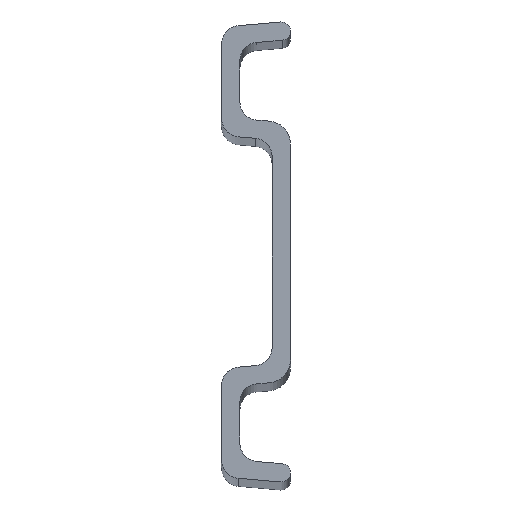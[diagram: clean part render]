
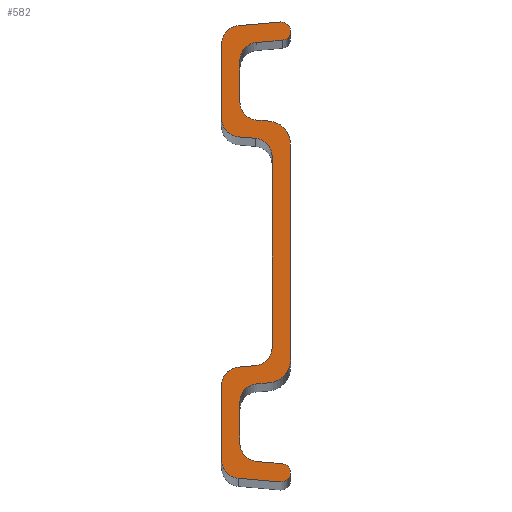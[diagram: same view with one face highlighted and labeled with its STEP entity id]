
A CAD part, top view. The second image highlights one B-rep face of the part: STEP entity #582.
In plain terms, the highlighted planar face has unit normal (0, 0, 1).
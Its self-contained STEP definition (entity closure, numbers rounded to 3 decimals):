
#30=PLANE('',#648);
#60=FACE_OUTER_BOUND('',#90,.T.);
#90=EDGE_LOOP('',(#511,#512,#513,#514,#515,#516,#517,#518,#519,#520,#521,
#522,#523,#524,#525,#526,#527,#528,#529,#530,#531,#532,#533,#534,#535,#536,
#537,#538));
#93=LINE('',#835,#149);
#97=LINE('',#847,#153);
#101=LINE('',#859,#157);
#105=LINE('',#871,#161);
#109=LINE('',#883,#165);
#113=LINE('',#895,#169);
#117=LINE('',#907,#173);
#121=LINE('',#919,#177);
#125=LINE('',#931,#181);
#129=LINE('',#943,#185);
#133=LINE('',#955,#189);
#137=LINE('',#967,#193);
#141=LINE('',#979,#197);
#145=LINE('',#990,#201);
#149=VECTOR('',#661,10.);
#153=VECTOR('',#673,10.);
#157=VECTOR('',#685,10.);
#161=VECTOR('',#697,10.);
#165=VECTOR('',#709,10.);
#169=VECTOR('',#721,10.);
#173=VECTOR('',#733,10.);
#177=VECTOR('',#745,10.);
#181=VECTOR('',#757,10.);
#185=VECTOR('',#769,10.);
#189=VECTOR('',#781,10.);
#193=VECTOR('',#793,10.);
#197=VECTOR('',#805,10.);
#201=VECTOR('',#817,10.);
#203=CIRCLE('',#592,1.992);
#205=CIRCLE('',#596,4.);
#207=CIRCLE('',#600,4.);
#209=CIRCLE('',#604,5.);
#211=CIRCLE('',#608,5.);
#213=CIRCLE('',#612,4.);
#215=CIRCLE('',#616,4.);
#217=CIRCLE('',#620,1.992);
#219=CIRCLE('',#624,4.);
#221=CIRCLE('',#628,4.);
#223=CIRCLE('',#632,4.);
#225=CIRCLE('',#636,4.);
#227=CIRCLE('',#640,4.);
#229=CIRCLE('',#644,4.);
#231=VERTEX_POINT('',#825);
#232=VERTEX_POINT('',#826);
#235=VERTEX_POINT('',#834);
#237=VERTEX_POINT('',#840);
#239=VERTEX_POINT('',#846);
#241=VERTEX_POINT('',#852);
#243=VERTEX_POINT('',#858);
#245=VERTEX_POINT('',#864);
#247=VERTEX_POINT('',#870);
#249=VERTEX_POINT('',#876);
#251=VERTEX_POINT('',#882);
#253=VERTEX_POINT('',#888);
#255=VERTEX_POINT('',#894);
#257=VERTEX_POINT('',#900);
#259=VERTEX_POINT('',#906);
#261=VERTEX_POINT('',#912);
#263=VERTEX_POINT('',#918);
#265=VERTEX_POINT('',#924);
#267=VERTEX_POINT('',#930);
#269=VERTEX_POINT('',#936);
#271=VERTEX_POINT('',#942);
#273=VERTEX_POINT('',#948);
#275=VERTEX_POINT('',#954);
#277=VERTEX_POINT('',#960);
#279=VERTEX_POINT('',#966);
#281=VERTEX_POINT('',#972);
#283=VERTEX_POINT('',#978);
#285=VERTEX_POINT('',#984);
#287=EDGE_CURVE('',#231,#232,#203,.T.);
#291=EDGE_CURVE('',#232,#235,#93,.T.);
#294=EDGE_CURVE('',#235,#237,#205,.T.);
#297=EDGE_CURVE('',#237,#239,#97,.T.);
#300=EDGE_CURVE('',#239,#241,#207,.T.);
#303=EDGE_CURVE('',#241,#243,#101,.T.);
#306=EDGE_CURVE('',#243,#245,#209,.T.);
#309=EDGE_CURVE('',#245,#247,#105,.T.);
#312=EDGE_CURVE('',#247,#249,#211,.T.);
#315=EDGE_CURVE('',#249,#251,#109,.T.);
#318=EDGE_CURVE('',#251,#253,#213,.T.);
#321=EDGE_CURVE('',#253,#255,#113,.T.);
#324=EDGE_CURVE('',#255,#257,#215,.T.);
#327=EDGE_CURVE('',#257,#259,#117,.T.);
#330=EDGE_CURVE('',#259,#261,#217,.T.);
#333=EDGE_CURVE('',#261,#263,#121,.T.);
#336=EDGE_CURVE('',#263,#265,#219,.T.);
#339=EDGE_CURVE('',#265,#267,#125,.T.);
#342=EDGE_CURVE('',#267,#269,#221,.T.);
#345=EDGE_CURVE('',#269,#271,#129,.T.);
#348=EDGE_CURVE('',#271,#273,#223,.T.);
#351=EDGE_CURVE('',#273,#275,#133,.T.);
#354=EDGE_CURVE('',#275,#277,#225,.T.);
#357=EDGE_CURVE('',#277,#279,#137,.T.);
#360=EDGE_CURVE('',#279,#281,#227,.T.);
#363=EDGE_CURVE('',#281,#283,#141,.T.);
#366=EDGE_CURVE('',#283,#285,#229,.T.);
#369=EDGE_CURVE('',#285,#231,#145,.T.);
#511=ORIENTED_EDGE('',*,*,#330,.F.);
#512=ORIENTED_EDGE('',*,*,#327,.F.);
#513=ORIENTED_EDGE('',*,*,#324,.F.);
#514=ORIENTED_EDGE('',*,*,#321,.F.);
#515=ORIENTED_EDGE('',*,*,#318,.F.);
#516=ORIENTED_EDGE('',*,*,#315,.F.);
#517=ORIENTED_EDGE('',*,*,#312,.F.);
#518=ORIENTED_EDGE('',*,*,#309,.F.);
#519=ORIENTED_EDGE('',*,*,#306,.F.);
#520=ORIENTED_EDGE('',*,*,#303,.F.);
#521=ORIENTED_EDGE('',*,*,#300,.F.);
#522=ORIENTED_EDGE('',*,*,#297,.F.);
#523=ORIENTED_EDGE('',*,*,#294,.F.);
#524=ORIENTED_EDGE('',*,*,#291,.F.);
#525=ORIENTED_EDGE('',*,*,#287,.F.);
#526=ORIENTED_EDGE('',*,*,#369,.F.);
#527=ORIENTED_EDGE('',*,*,#366,.F.);
#528=ORIENTED_EDGE('',*,*,#363,.F.);
#529=ORIENTED_EDGE('',*,*,#360,.F.);
#530=ORIENTED_EDGE('',*,*,#357,.F.);
#531=ORIENTED_EDGE('',*,*,#354,.F.);
#532=ORIENTED_EDGE('',*,*,#351,.F.);
#533=ORIENTED_EDGE('',*,*,#348,.F.);
#534=ORIENTED_EDGE('',*,*,#345,.F.);
#535=ORIENTED_EDGE('',*,*,#342,.F.);
#536=ORIENTED_EDGE('',*,*,#339,.F.);
#537=ORIENTED_EDGE('',*,*,#336,.F.);
#538=ORIENTED_EDGE('',*,*,#333,.F.);
#582=ADVANCED_FACE('',(#60),#30,.T.);
#592=AXIS2_PLACEMENT_3D('',#827,#653,#654);
#596=AXIS2_PLACEMENT_3D('',#841,#666,#667);
#600=AXIS2_PLACEMENT_3D('',#853,#678,#679);
#604=AXIS2_PLACEMENT_3D('',#865,#690,#691);
#608=AXIS2_PLACEMENT_3D('',#877,#702,#703);
#612=AXIS2_PLACEMENT_3D('',#889,#714,#715);
#616=AXIS2_PLACEMENT_3D('',#901,#726,#727);
#620=AXIS2_PLACEMENT_3D('',#913,#738,#739);
#624=AXIS2_PLACEMENT_3D('',#925,#750,#751);
#628=AXIS2_PLACEMENT_3D('',#937,#762,#763);
#632=AXIS2_PLACEMENT_3D('',#949,#774,#775);
#636=AXIS2_PLACEMENT_3D('',#961,#786,#787);
#640=AXIS2_PLACEMENT_3D('',#973,#798,#799);
#644=AXIS2_PLACEMENT_3D('',#985,#810,#811);
#648=AXIS2_PLACEMENT_3D('',#993,#821,#822);
#653=DIRECTION('center_axis',(0.,0.,-1.));
#654=DIRECTION('ref_axis',(0.087,-0.996,0.));
#661=DIRECTION('',(-0.996,-0.087,0.));
#666=DIRECTION('center_axis',(0.,0.,1.));
#667=DIRECTION('ref_axis',(0.087,-0.996,0.));
#673=DIRECTION('',(0.,-1.,0.));
#678=DIRECTION('center_axis',(0.,0.,1.));
#679=DIRECTION('ref_axis',(1.,0.,0.));
#685=DIRECTION('',(0.996,-0.087,0.));
#690=DIRECTION('center_axis',(0.,0.,-1.));
#691=DIRECTION('ref_axis',(1.,0.,0.));
#697=DIRECTION('',(0.,-1.,0.));
#702=DIRECTION('center_axis',(0.,0.,-1.));
#703=DIRECTION('ref_axis',(0.087,-0.996,0.));
#709=DIRECTION('',(-0.996,-0.087,0.));
#714=DIRECTION('center_axis',(0.,0.,1.));
#715=DIRECTION('ref_axis',(0.087,-0.996,0.));
#721=DIRECTION('',(0.,-1.,0.));
#726=DIRECTION('center_axis',(0.,0.,1.));
#727=DIRECTION('ref_axis',(1.,0.,0.));
#733=DIRECTION('',(0.996,-0.087,0.));
#738=DIRECTION('center_axis',(0.,0.,-1.));
#739=DIRECTION('ref_axis',(-0.087,-0.996,0.));
#745=DIRECTION('',(-0.996,0.087,0.));
#750=DIRECTION('center_axis',(0.,0.,-1.));
#751=DIRECTION('ref_axis',(-1.,0.,0.));
#757=DIRECTION('',(0.,1.,0.));
#762=DIRECTION('center_axis',(0.,0.,-1.));
#763=DIRECTION('ref_axis',(-0.087,0.996,0.));
#769=DIRECTION('',(0.996,0.087,0.));
#774=DIRECTION('center_axis',(0.,0.,1.));
#775=DIRECTION('ref_axis',(-0.087,0.996,0.));
#781=DIRECTION('',(0.,1.,0.));
#786=DIRECTION('center_axis',(0.,0.,1.));
#787=DIRECTION('ref_axis',(-1.,0.,0.));
#793=DIRECTION('',(-0.996,0.087,0.));
#798=DIRECTION('center_axis',(0.,0.,-1.));
#799=DIRECTION('ref_axis',(-1.,0.,0.));
#805=DIRECTION('',(0.,1.,0.));
#810=DIRECTION('center_axis',(0.,0.,-1.));
#811=DIRECTION('ref_axis',(-0.087,0.996,0.));
#817=DIRECTION('',(0.996,0.087,0.));
#821=DIRECTION('center_axis',(0.,0.,1.));
#822=DIRECTION('ref_axis',(1.,0.,0.));
#825=CARTESIAN_POINT('',(-2.166,49.992,1000.));
#826=CARTESIAN_POINT('',(-1.819,46.023,1000.));
#827=CARTESIAN_POINT('Origin',(-1.992,48.008,1000.));
#834=CARTESIAN_POINT('',(-7.349,45.539,1000.));
#835=CARTESIAN_POINT('',(-9.401,45.359,1000.));
#840=CARTESIAN_POINT('',(-11.,41.554,1000.));
#841=CARTESIAN_POINT('Origin',(-7.,41.554,1000.));
#846=CARTESIAN_POINT('',(-11.,32.665,1000.));
#847=CARTESIAN_POINT('',(-11.,16.333,1000.));
#852=CARTESIAN_POINT('',(-7.349,28.681,1000.));
#853=CARTESIAN_POINT('Origin',(-7.,32.665,1000.));
#858=CARTESIAN_POINT('',(-4.564,28.437,1000.));
#859=CARTESIAN_POINT('',(-4.786,28.456,1000.));
#864=CARTESIAN_POINT('',(0.,23.456,1000.));
#865=CARTESIAN_POINT('Origin',(-5.,23.456,1000.));
#870=CARTESIAN_POINT('',(0.,-23.456,1000.));
#871=CARTESIAN_POINT('',(0.,-11.728,1000.));
#876=CARTESIAN_POINT('',(-4.564,-28.437,1000.));
#877=CARTESIAN_POINT('Origin',(-5.,-23.456,1000.));
#882=CARTESIAN_POINT('',(-7.349,-28.681,1000.));
#883=CARTESIAN_POINT('',(-6.179,-28.578,1000.));
#888=CARTESIAN_POINT('',(-11.,-32.665,1000.));
#889=CARTESIAN_POINT('Origin',(-7.,-32.665,1000.));
#894=CARTESIAN_POINT('',(-11.,-41.554,1000.));
#895=CARTESIAN_POINT('',(-11.,-20.777,1000.));
#900=CARTESIAN_POINT('',(-7.349,-45.539,1000.));
#901=CARTESIAN_POINT('Origin',(-7.,-41.554,1000.));
#906=CARTESIAN_POINT('',(-1.819,-46.023,1000.));
#907=CARTESIAN_POINT('',(-6.636,-45.601,1000.));
#912=CARTESIAN_POINT('',(-2.166,-49.992,1000.));
#913=CARTESIAN_POINT('Origin',(-1.992,-48.008,1000.));
#918=CARTESIAN_POINT('',(-11.349,-49.189,1000.));
#919=CARTESIAN_POINT('',(-11.574,-49.169,1000.));
#924=CARTESIAN_POINT('',(-15.,-45.204,1000.));
#925=CARTESIAN_POINT('Origin',(-11.,-45.204,1000.));
#930=CARTESIAN_POINT('',(-15.,-29.015,1000.));
#931=CARTESIAN_POINT('',(-15.,-14.508,1000.));
#936=CARTESIAN_POINT('',(-11.349,-25.031,1000.));
#937=CARTESIAN_POINT('Origin',(-11.,-29.015,1000.));
#942=CARTESIAN_POINT('',(-7.651,-24.707,1000.));
#943=CARTESIAN_POINT('',(-6.504,-24.607,1000.));
#948=CARTESIAN_POINT('',(-4.,-20.722,1000.));
#949=CARTESIAN_POINT('Origin',(-8.,-20.722,1000.));
#954=CARTESIAN_POINT('',(-4.,20.722,1000.));
#955=CARTESIAN_POINT('',(-4.,10.361,1000.));
#960=CARTESIAN_POINT('',(-7.651,24.707,1000.));
#961=CARTESIAN_POINT('Origin',(-8.,20.722,1000.));
#966=CARTESIAN_POINT('',(-11.349,25.031,1000.));
#967=CARTESIAN_POINT('',(-8.352,24.768,1000.));
#972=CARTESIAN_POINT('',(-15.,29.015,1000.));
#973=CARTESIAN_POINT('Origin',(-11.,29.015,1000.));
#978=CARTESIAN_POINT('',(-15.,45.204,1000.));
#979=CARTESIAN_POINT('',(-15.,22.602,1000.));
#984=CARTESIAN_POINT('',(-11.349,49.189,1000.));
#985=CARTESIAN_POINT('Origin',(-11.,45.204,1000.));
#990=CARTESIAN_POINT('',(-6.983,49.571,1000.));
#993=CARTESIAN_POINT('Origin',(-7.5,0.,
1000.));
